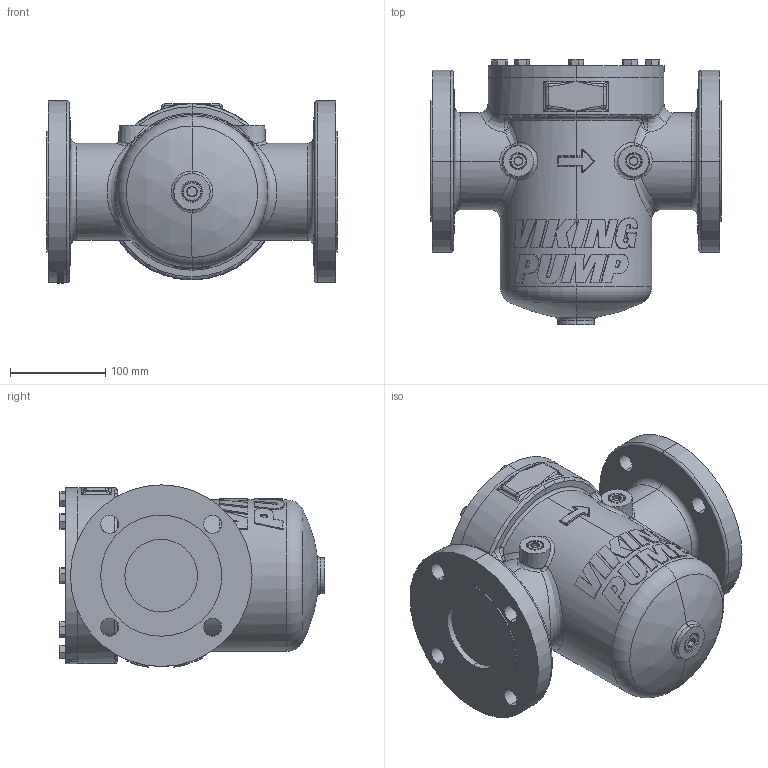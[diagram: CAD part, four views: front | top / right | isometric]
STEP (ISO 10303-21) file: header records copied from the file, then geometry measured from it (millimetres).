
FILE_DESCRIPTION (( 'STEP AP214' ), '1' );
FILE_NAME ('F-1030-R.STEP', '2017-01-11T15:25:46', ( '' ), ( '' ), 'SwSTEP 2.0', 'SolidWorks 2016', '' );
FILE_SCHEMA (( 'AUTOMOTIVE_DESIGN' ));
Length unit declared in the file: inch
Products named in the file (2): F-1030-R
Bounding box: 304.8 x 278.33 x 191.13 mm (x, y, z)
Volume: 7544362.4 mm3; surface area: 334239.5 mm2
Topology: 1 solids, 1 shells, 629 faces, 1520 edges, 915 vertices
Faces by surface type: bspline 204, plane 171, cone 106, cylinder 96, torus 30, sphere 22
Entity records: 83088 total; most frequent: CARTESIAN_POINT 61922, ORIENTED_EDGE 2976, DIRECTION 2201, EDGE_CURVE 1488, VERTEX_POINT 907, AXIS2_PLACEMENT_3D 888, EDGE_LOOP 691, LENGTH_MEASURE_WITH_UNIT 632
